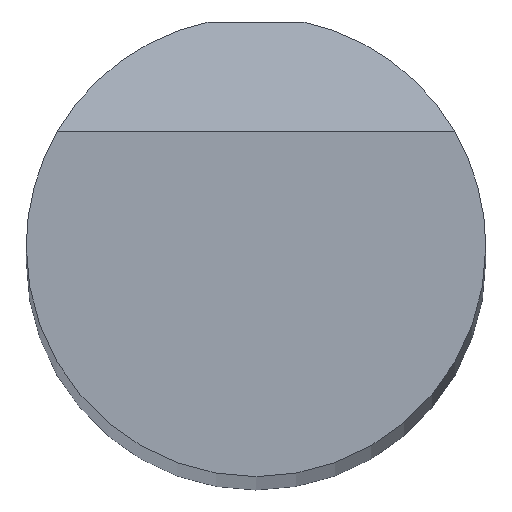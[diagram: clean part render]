
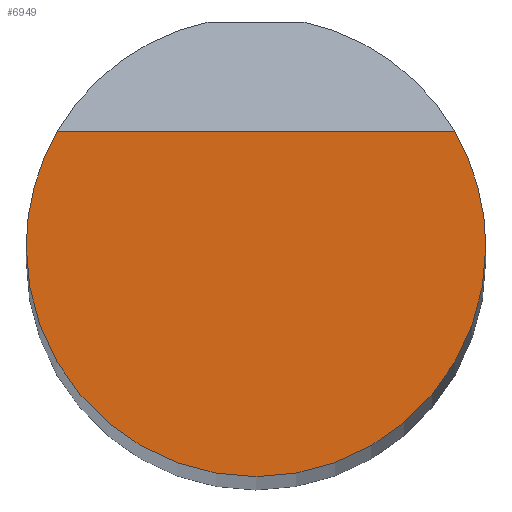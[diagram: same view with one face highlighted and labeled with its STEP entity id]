
A CAD part, top view. The second image highlights one B-rep face of the part: STEP entity #6949.
In plain terms, the highlighted planar face has unit normal (0, 0, 1).
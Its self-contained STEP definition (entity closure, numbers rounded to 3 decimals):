
#13 = DIRECTION ( 'NONE',  ( 0., 0., 1. ) ) ;
#93 = AXIS2_PLACEMENT_3D ( 'NONE', #4759, #13, #441 ) ;
#97 = CARTESIAN_POINT ( 'NONE',  ( 12.978, 7.521, 499.4 ) ) ;
#129 = EDGE_CURVE ( 'NONE', #3070, #2789, #5997, .T. ) ;
#297 = AXIS2_PLACEMENT_3D ( 'NONE', #348, #5622, #3046 ) ;
#348 = CARTESIAN_POINT ( 'NONE',  ( 0., 0., 499.4 ) ) ;
#441 = DIRECTION ( 'NONE',  ( 1., 0., 0. ) ) ;
#860 = EDGE_CURVE ( 'NONE', #3949, #2221, #3585, .T. ) ;
#1008 = CIRCLE ( 'NONE', #93, 15. ) ;
#1434 = ORIENTED_EDGE ( 'NONE', *, *, #860, .F. ) ;
#1612 = ORIENTED_EDGE ( 'NONE', *, *, #5161, .T. ) ;
#1638 = ORIENTED_EDGE ( 'NONE', *, *, #1996, .T. ) ;
#1937 = CARTESIAN_POINT ( 'NONE',  ( 15.001, 7.521, 499.4 ) ) ;
#1996 = EDGE_CURVE ( 'NONE', #2789, #2221, #6407, .T. ) ;
#2064 = EDGE_LOOP ( 'NONE', ( #1612, #3352, #1638, #1434 ) ) ;
#2221 = VERTEX_POINT ( 'NONE', #97 ) ;
#2393 = DIRECTION ( 'NONE',  ( 1., 0., 0. ) ) ;
#2640 = FACE_OUTER_BOUND ( 'NONE', #2064, .T. ) ;
#2699 = CARTESIAN_POINT ( 'NONE',  ( -15., 0., 499.4 ) ) ;
#2789 = VERTEX_POINT ( 'NONE', #4543 ) ;
#2941 = AXIS2_PLACEMENT_3D ( 'NONE', #4712, #6842, #5286 ) ;
#3046 = DIRECTION ( 'NONE',  ( 1., 0., 0. ) ) ;
#3070 = VERTEX_POINT ( 'NONE', #2699 ) ;
#3230 = PLANE ( 'NONE',  #6576 ) ;
#3352 = ORIENTED_EDGE ( 'NONE', *, *, #129, .T. ) ;
#3585 = LINE ( 'NONE', #1937, #3843 ) ;
#3843 = VECTOR ( 'NONE', #2393, 1000. ) ;
#3949 = VERTEX_POINT ( 'NONE', #6099 ) ;
#4145 = CARTESIAN_POINT ( 'NONE',  ( 0., 0., 499.4 ) ) ;
#4543 = CARTESIAN_POINT ( 'NONE',  ( 15., 0., 499.4 ) ) ;
#4712 = CARTESIAN_POINT ( 'NONE',  ( 0., 0., 499.4 ) ) ;
#4759 = CARTESIAN_POINT ( 'NONE',  ( 0., 0., 499.4 ) ) ;
#4781 = DIRECTION ( 'NONE',  ( 1., 0., 0. ) ) ;
#5161 = EDGE_CURVE ( 'NONE', #3949, #3070, #1008, .T. ) ;
#5286 = DIRECTION ( 'NONE',  ( 1., 0., 0. ) ) ;
#5622 = DIRECTION ( 'NONE',  ( 0., 0., 1. ) ) ;
#5887 = DIRECTION ( 'NONE',  ( 0., 0., 1. ) ) ;
#5997 = CIRCLE ( 'NONE', #2941, 15. ) ;
#6099 = CARTESIAN_POINT ( 'NONE',  ( -12.978, 7.521, 499.4 ) ) ;
#6407 = CIRCLE ( 'NONE', #297, 15. ) ;
#6576 = AXIS2_PLACEMENT_3D ( 'NONE', #4145, #5887, #4781 ) ;
#6842 = DIRECTION ( 'NONE',  ( 0., 0., 1. ) ) ;
#6949 = ADVANCED_FACE ( 'NONE', ( #2640 ), #3230, .T. ) ;
